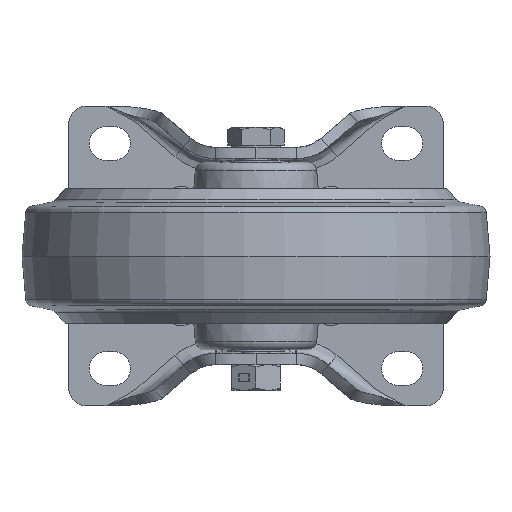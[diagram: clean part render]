
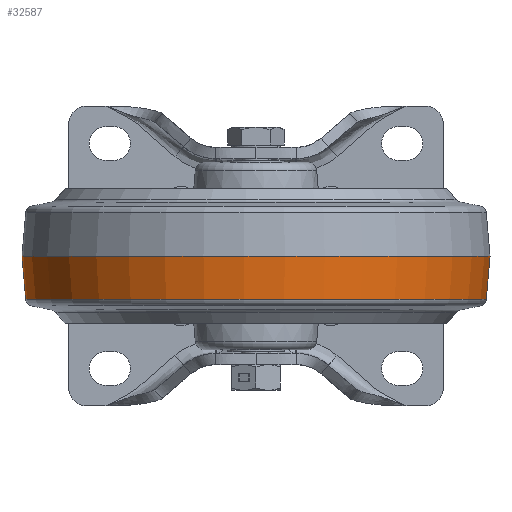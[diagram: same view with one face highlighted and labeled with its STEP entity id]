
A CAD part, front view. The second image highlights one B-rep face of the part: STEP entity #32587.
In plain terms, the highlighted conical face has half-angle 5 degrees and reference radius 61.363 mm.
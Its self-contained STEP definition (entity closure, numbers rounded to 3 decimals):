
#274 = DIRECTION ( 'NONE',  ( -0.999, 0.052, 0. ) ) ;
#1123 = CARTESIAN_POINT ( 'NONE',  ( 62.417, -95.726, 0. ) ) ;
#1452 = ORIENTED_EDGE ( 'NONE', *, *, #12036, .T. ) ;
#1475 = VERTEX_POINT ( 'NONE', #21647 ) ;
#2272 = LINE ( 'NONE', #7926, #8622 ) ;
#3418 = AXIS2_PLACEMENT_3D ( 'NONE', #14010, #27376, #7203 ) ;
#3873 = CONICAL_SURFACE ( 'NONE', #5490, 61.363, 0.087 ) ;
#4163 = ORIENTED_EDGE ( 'NONE', *, *, #21062, .F. ) ;
#4581 = FACE_OUTER_BOUND ( 'NONE', #24395, .T. ) ;
#5490 = AXIS2_PLACEMENT_3D ( 'NONE', #11873, #17246, #9709 ) ;
#6261 = ORIENTED_EDGE ( 'NONE', *, *, #31740, .T. ) ;
#6974 = CARTESIAN_POINT ( 'NONE',  ( 61.411, -95.674, -11.51 ) ) ;
#7203 = DIRECTION ( 'NONE',  ( 0.999, -0.052, 0. ) ) ;
#7926 = CARTESIAN_POINT ( 'NONE',  ( 61.281, -95.667, -13. ) ) ;
#8622 = VECTOR ( 'NONE', #10248, 1000. ) ;
#8710 = VERTEX_POINT ( 'NONE', #24997 ) ;
#9709 = DIRECTION ( 'NONE',  ( -0.999, 0.052, 0. ) ) ;
#10248 = DIRECTION ( 'NONE',  ( 0.087, -0.004, 0.996 ) ) ;
#10893 = VERTEX_POINT ( 'NONE', #1123 ) ;
#10984 = CARTESIAN_POINT ( 'NONE',  ( -61.281, -89.333, -13. ) ) ;
#11873 = CARTESIAN_POINT ( 'NONE',  ( 0., -92.5, -13. ) ) ;
#12036 = EDGE_CURVE ( 'NONE', #1475, #19912, #32755, .T. ) ;
#13265 = CARTESIAN_POINT ( 'NONE',  ( 0., -92.5, 0. ) ) ;
#14010 = CARTESIAN_POINT ( 'NONE',  ( 0., -92.5, -11.51 ) ) ;
#16000 = LINE ( 'NONE', #10984, #32171 ) ;
#16342 = EDGE_CURVE ( 'NONE', #1475, #8710, #16000, .T. ) ;
#17246 = DIRECTION ( 'NONE',  ( 0., 0., 1. ) ) ;
#19912 = VERTEX_POINT ( 'NONE', #6974 ) ;
#20029 = AXIS2_PLACEMENT_3D ( 'NONE', #13265, #23152, #274 ) ;
#21062 = EDGE_CURVE ( 'NONE', #8710, #10893, #21085, .T. ) ;
#21085 = CIRCLE ( 'NONE', #20029, 62.5 ) ;
#21647 = CARTESIAN_POINT ( 'NONE',  ( -61.411, -89.326, -11.51 ) ) ;
#23152 = DIRECTION ( 'NONE',  ( 0., 0., 1. ) ) ;
#24395 = EDGE_LOOP ( 'NONE', ( #1452, #6261, #4163, #24668 ) ) ;
#24668 = ORIENTED_EDGE ( 'NONE', *, *, #16342, .F. ) ;
#24997 = CARTESIAN_POINT ( 'NONE',  ( -62.417, -89.274, 0. ) ) ;
#26203 = DIRECTION ( 'NONE',  ( -0.087, 0.004, 0.996 ) ) ;
#27376 = DIRECTION ( 'NONE',  ( 0., 0., 1. ) ) ;
#31740 = EDGE_CURVE ( 'NONE', #19912, #10893, #2272, .T. ) ;
#32171 = VECTOR ( 'NONE', #26203, 1000. ) ;
#32587 = ADVANCED_FACE ( 'NONE', ( #4581 ), #3873, .T. ) ;
#32755 = CIRCLE ( 'NONE', #3418, 61.493 ) ;
